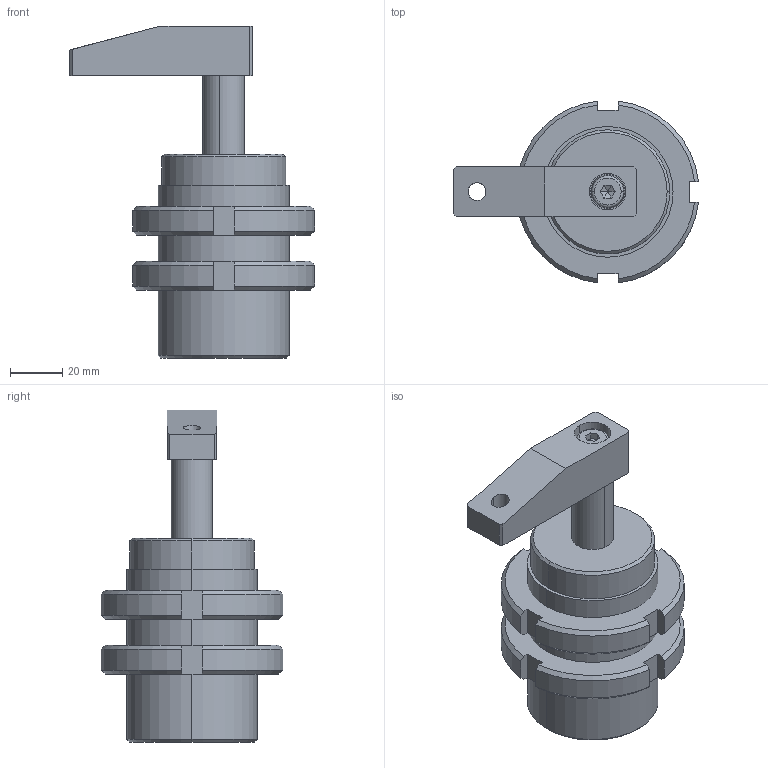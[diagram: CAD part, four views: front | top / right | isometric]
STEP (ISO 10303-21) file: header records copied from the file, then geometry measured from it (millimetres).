
FILE_DESCRIPTION (( 'STEP AP203' ), '1' );
FILE_NAME ('HASC-TB32S.STEP', '2019-10-14T11:10:08', ( '微软用户' ), ( '微软中国' ), 'SwSTEP 2.0', 'SolidWorks 2012', '' );
FILE_SCHEMA (( 'CONFIG_CONTROL_DESIGN' ));
Length unit declared in the file: millimetre
Products named in the file (6): HASC-TB32S; hex lobular socket head cap screws-8.8 gb_GB_HEXAGON_TYPE22 M8X12-N; HASC-TB32S等旋; HASC-32S活塞杆; HASC-TB32蹟譫; HASC-TB32掛极
Assembly tree (6 placements, depth 2):
  HASC-TB32S
    HASC-TB32掛极
    HASC-TB32蹟譫  x2
    HASC-32S活塞杆
    HASC-TB32S等旋
    hex lobular socket head cap screws-8.8 gb_GB_HEXAGON_TYPE22 M8X12-N
Bounding box: 93.77 x 69.54 x 127 mm (x, y, z)
Volume: 194743.8 mm3; surface area: 51311.2 mm2
Topology: 6 solids, 6 shells, 211 faces, 509 edges, 326 vertices
Faces by surface type: plane 105, cone 42, cylinder 38, bspline 16, torus 10
Entity records: 6565 total; most frequent: CARTESIAN_POINT 1821, ORIENTED_EDGE 842, DIRECTION 833, EDGE_CURVE 421, AXIS2_PLACEMENT_3D 290, VERTEX_POINT 270, VECTOR 253, LINE 253
